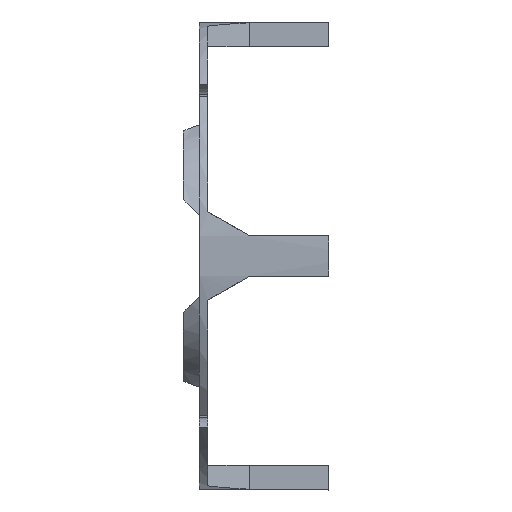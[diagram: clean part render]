
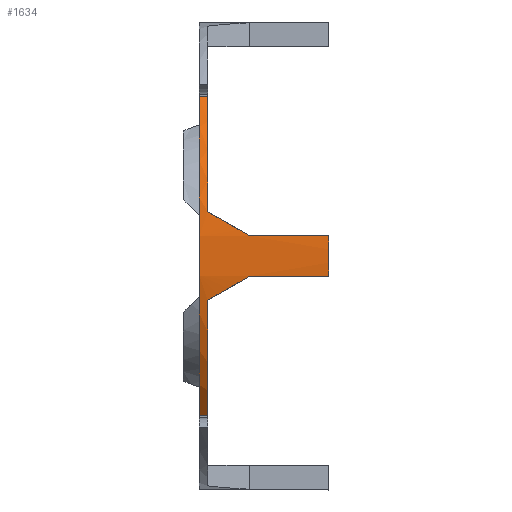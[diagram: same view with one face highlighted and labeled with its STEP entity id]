
A CAD part, left-side view. The second image highlights one B-rep face of the part: STEP entity #1634.
In plain terms, the highlighted cylindrical face has radius 14.5 mm (diameter 29 mm), a partial arc.
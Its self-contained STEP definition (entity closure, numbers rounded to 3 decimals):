
#75=ELLIPSE('',#1822,29.,14.5);
#76=ELLIPSE('',#1824,29.,14.5);
#126=FACE_OUTER_BOUND('',#219,.T.);
#219=EDGE_LOOP('',(#1298,#1299,#1300,#1301,#1302,#1303,#1304,#1305,#1306,
#1307));
#353=LINE('',#2748,#498);
#354=LINE('',#2753,#499);
#355=LINE('',#2757,#500);
#356=LINE('',#2759,#501);
#498=VECTOR('',#2201,1000.);
#499=VECTOR('',#2206,1000.);
#500=VECTOR('',#2209,1000.);
#501=VECTOR('',#2212,1000.);
#587=CIRCLE('',#1743,14.5);
#588=CIRCLE('',#1744,14.5);
#633=CIRCLE('',#1790,14.5);
#641=CIRCLE('',#1823,14.5);
#687=VERTEX_POINT('',#2535);
#688=VERTEX_POINT('',#2536);
#691=VERTEX_POINT('',#2542);
#692=VERTEX_POINT('',#2544);
#754=VERTEX_POINT('',#2682);
#755=VERTEX_POINT('',#2684);
#765=VERTEX_POINT('',#2750);
#766=VERTEX_POINT('',#2752);
#767=VERTEX_POINT('',#2754);
#768=VERTEX_POINT('',#2756);
#850=EDGE_CURVE('',#687,#688,#587,.T.);
#854=EDGE_CURVE('',#692,#691,#588,.T.);
#930=EDGE_CURVE('',#754,#755,#633,.T.);
#963=EDGE_CURVE('',#754,#692,#353,.T.);
#964=EDGE_CURVE('',#691,#765,#75,.T.);
#965=EDGE_CURVE('',#766,#765,#354,.T.);
#966=EDGE_CURVE('',#767,#766,#641,.T.);
#967=EDGE_CURVE('',#767,#768,#355,.T.);
#968=EDGE_CURVE('',#768,#687,#76,.T.);
#969=EDGE_CURVE('',#755,#688,#356,.T.);
#1298=ORIENTED_EDGE('',*,*,#854,.T.);
#1299=ORIENTED_EDGE('',*,*,#964,.T.);
#1300=ORIENTED_EDGE('',*,*,#965,.F.);
#1301=ORIENTED_EDGE('',*,*,#966,.F.);
#1302=ORIENTED_EDGE('',*,*,#967,.T.);
#1303=ORIENTED_EDGE('',*,*,#968,.T.);
#1304=ORIENTED_EDGE('',*,*,#850,.T.);
#1305=ORIENTED_EDGE('',*,*,#969,.F.);
#1306=ORIENTED_EDGE('',*,*,#930,.F.);
#1307=ORIENTED_EDGE('',*,*,#963,.T.);
#1589=CYLINDRICAL_SURFACE('',#1821,14.5);
#1634=ADVANCED_FACE('',(#126),#1589,.T.);
#1743=AXIS2_PLACEMENT_3D('',#2537,#1988,#1989);
#1744=AXIS2_PLACEMENT_3D('',#2545,#1993,#1994);
#1790=AXIS2_PLACEMENT_3D('',#2685,#2116,#2117);
#1821=AXIS2_PLACEMENT_3D('',#2749,#2202,#2203);
#1822=AXIS2_PLACEMENT_3D('',#2751,#2204,#2205);
#1823=AXIS2_PLACEMENT_3D('',#2755,#2207,#2208);
#1824=AXIS2_PLACEMENT_3D('',#2758,#2210,#2211);
#1988=DIRECTION('center_axis',(0.,1.,0.));
#1989=DIRECTION('ref_axis',(0.,0.,1.));
#1993=DIRECTION('center_axis',(0.,1.,0.));
#1994=DIRECTION('ref_axis',(0.,0.,1.));
#2116=DIRECTION('center_axis',(0.,1.,0.));
#2117=DIRECTION('ref_axis',(0.,0.,1.));
#2201=DIRECTION('',(0.,-1.,0.));
#2202=DIRECTION('center_axis',(0.,-1.,0.));
#2203=DIRECTION('ref_axis',(0.,0.,-1.));
#2204=DIRECTION('center_axis',(0.,0.5,0.866));
#2205=DIRECTION('ref_axis',(0.,-0.866,0.5));
#2206=DIRECTION('',(0.,1.,0.));
#2207=DIRECTION('center_axis',(0.,-1.,0.));
#2208=DIRECTION('ref_axis',(1.,0.,0.));
#2209=DIRECTION('',(0.,1.,0.));
#2210=DIRECTION('center_axis',(0.,0.5,
-0.866));
#2211=DIRECTION('ref_axis',(0.,0.866,0.5));
#2212=DIRECTION('',(0.,-1.,0.));
#2535=CARTESIAN_POINT('',(-14.237,0.,2.75));
#2536=CARTESIAN_POINT('',(-10.601,0.,9.893));
#2537=CARTESIAN_POINT('Origin',(0.,0.,0.));
#2542=CARTESIAN_POINT('',(-14.237,0.,-2.75));
#2544=CARTESIAN_POINT('',(-10.601,0.,-9.893));
#2545=CARTESIAN_POINT('Origin',(0.,0.,0.));
#2682=CARTESIAN_POINT('',(-10.601,0.5,-9.893));
#2684=CARTESIAN_POINT('',(-10.601,0.5,9.893));
#2685=CARTESIAN_POINT('Origin',(0.,0.5,0.));
#2748=CARTESIAN_POINT('',(-10.601,0.5,-9.893));
#2749=CARTESIAN_POINT('Origin',(0.,0.5,0.));
#2750=CARTESIAN_POINT('',(-14.446,-2.598,-1.25));
#2751=CARTESIAN_POINT('Origin',(0.,-4.763,
0.));
#2752=CARTESIAN_POINT('',(-14.446,-7.5,-1.25));
#2753=CARTESIAN_POINT('',(-14.446,-7.5,-1.25));
#2754=CARTESIAN_POINT('',(-14.446,-7.5,1.25));
#2755=CARTESIAN_POINT('Origin',(0.,-7.5,0.));
#2756=CARTESIAN_POINT('',(-14.446,-2.598,1.25));
#2757=CARTESIAN_POINT('',(-14.446,-7.5,1.25));
#2758=CARTESIAN_POINT('Origin',(0.,-4.763,
0.));
#2759=CARTESIAN_POINT('',(-10.601,0.5,9.893));
